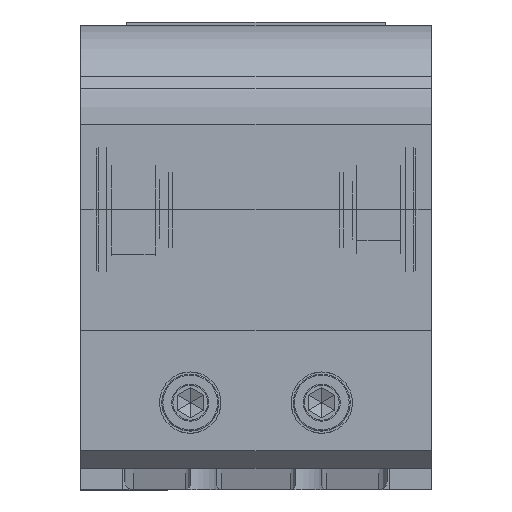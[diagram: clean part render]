
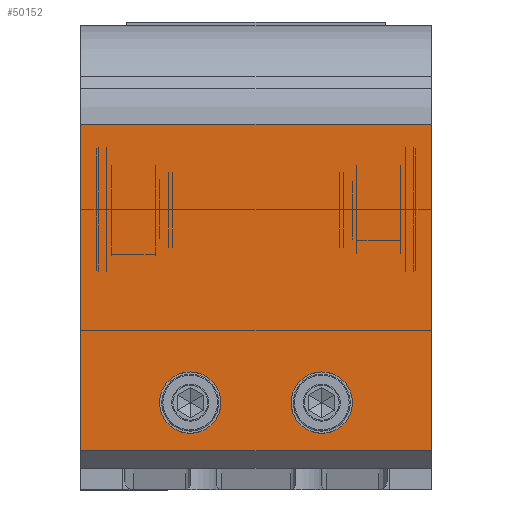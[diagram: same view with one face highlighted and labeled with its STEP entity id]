
A CAD part, top view. The second image highlights one B-rep face of the part: STEP entity #50152.
In plain terms, the highlighted planar face has unit normal (0, 0, 1).
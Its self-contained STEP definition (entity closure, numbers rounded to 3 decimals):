
#1122 = VERTEX_POINT ( 'NONE', #11509 ) ;
#2312 = ORIENTED_EDGE ( 'NONE', *, *, #36547, .F. ) ;
#10368 = EDGE_CURVE ( 'NONE', #223534, #260432, #189535, .T. ) ;
#11509 = CARTESIAN_POINT ( 'NONE',  ( 167.798, 174.238, 570.351 ) ) ;
#16610 = DIRECTION ( 'NONE',  ( 0., -1., 0. ) ) ;
#18490 = CARTESIAN_POINT ( 'NONE',  ( 185.798, 237.738, 570.351 ) ) ;
#20117 = PLANE ( 'NONE',  #113203 ) ;
#36547 = EDGE_CURVE ( 'NONE', #115645, #1122, #252376, .T. ) ;
#40106 = CIRCLE ( 'NONE', #174131, 7. ) ;
#40836 = CARTESIAN_POINT ( 'NONE',  ( 160.798, 174.238, 570.351 ) ) ;
#44005 = DIRECTION ( 'NONE',  ( 0., 0., 1. ) ) ;
#50152 = ADVANCED_FACE ( 'NONE', ( #244806, #182546, #142039 ), #20117, .F. ) ;
#53153 = EDGE_CURVE ( 'NONE', #90166, #127200, #103949, .T. ) ;
#54204 = VECTOR ( 'NONE', #122895, 1000. ) ;
#57919 = ORIENTED_EDGE ( 'NONE', *, *, #111557, .F. ) ;
#59943 = AXIS2_PLACEMENT_3D ( 'NONE', #171171, #149625, #230807 ) ;
#71401 = CARTESIAN_POINT ( 'NONE',  ( 185.798, 163.238, 570.351 ) ) ;
#73778 = EDGE_LOOP ( 'NONE', ( #198212, #2312 ) ) ;
#75887 = DIRECTION ( 'NONE',  ( 0., -1., 0. ) ) ;
#78920 = LINE ( 'NONE', #202111, #128379 ) ;
#79796 = DIRECTION ( 'NONE',  ( 0., 0., -1. ) ) ;
#81145 = DIRECTION ( 'NONE',  ( -1., 0., 0. ) ) ;
#84288 = CARTESIAN_POINT ( 'NONE',  ( 153.798, 174.238, 570.351 ) ) ;
#90166 = VERTEX_POINT ( 'NONE', #168528 ) ;
#96652 = CARTESIAN_POINT ( 'NONE',  ( 137.798, 174.238, 570.351 ) ) ;
#103837 = EDGE_CURVE ( 'NONE', #127200, #251723, #116657, .T. ) ;
#103949 = LINE ( 'NONE', #18490, #54204 ) ;
#104850 = AXIS2_PLACEMENT_3D ( 'NONE', #233443, #44005, #126771 ) ;
#105624 = CARTESIAN_POINT ( 'NONE',  ( 160.798, 174.238, 570.351 ) ) ;
#108598 = ORIENTED_EDGE ( 'NONE', *, *, #103837, .T. ) ;
#111557 = EDGE_CURVE ( 'NONE', #260432, #223534, #221427, .T. ) ;
#113203 = AXIS2_PLACEMENT_3D ( 'NONE', #227182, #79796, #81145 ) ;
#114981 = ORIENTED_EDGE ( 'NONE', *, *, #237726, .T. ) ;
#115645 = VERTEX_POINT ( 'NONE', #84288 ) ;
#116657 = LINE ( 'NONE', #140796, #173210 ) ;
#122771 = CARTESIAN_POINT ( 'NONE',  ( 123.798, 174.238, 570.351 ) ) ;
#122895 = DIRECTION ( 'NONE',  ( -1., 0., 0. ) ) ;
#126771 = DIRECTION ( 'NONE',  ( 1., 0., 0. ) ) ;
#127200 = VERTEX_POINT ( 'NONE', #127835 ) ;
#127234 = DIRECTION ( 'NONE',  ( 0., 0., 1. ) ) ;
#127835 = CARTESIAN_POINT ( 'NONE',  ( 105.798, 237.738, 570.351 ) ) ;
#128379 = VECTOR ( 'NONE', #16610, 1000. ) ;
#135836 = AXIS2_PLACEMENT_3D ( 'NONE', #105624, #127234, #186649 ) ;
#140796 = CARTESIAN_POINT ( 'NONE',  ( 105.798, 159.238, 570.351 ) ) ;
#142039 = FACE_OUTER_BOUND ( 'NONE', #174885, .T. ) ;
#149625 = DIRECTION ( 'NONE',  ( 0., 0., 1. ) ) ;
#153070 = EDGE_CURVE ( 'NONE', #90166, #206284, #78920, .T. ) ;
#155997 = ORIENTED_EDGE ( 'NONE', *, *, #10368, .F. ) ;
#156365 = CARTESIAN_POINT ( 'NONE',  ( 105.798, 163.238, 570.351 ) ) ;
#167525 = LINE ( 'NONE', #232520, #215429 ) ;
#168528 = CARTESIAN_POINT ( 'NONE',  ( 185.798, 237.738, 570.351 ) ) ;
#171171 = CARTESIAN_POINT ( 'NONE',  ( 130.798, 174.238, 570.351 ) ) ;
#173210 = VECTOR ( 'NONE', #75887, 1000. ) ;
#174131 = AXIS2_PLACEMENT_3D ( 'NONE', #40836, #185656, #202074 ) ;
#174885 = EDGE_LOOP ( 'NONE', ( #108598, #114981, #232569, #232898 ) ) ;
#182546 = FACE_BOUND ( 'NONE', #73778, .T. ) ;
#185656 = DIRECTION ( 'NONE',  ( 0., 0., 1. ) ) ;
#186649 = DIRECTION ( 'NONE',  ( 1., 0., 0. ) ) ;
#189535 = CIRCLE ( 'NONE', #59943, 7. ) ;
#190525 = EDGE_CURVE ( 'NONE', #1122, #115645, #40106, .T. ) ;
#190622 = DIRECTION ( 'NONE',  ( 1., 0., 0. ) ) ;
#198212 = ORIENTED_EDGE ( 'NONE', *, *, #190525, .F. ) ;
#202074 = DIRECTION ( 'NONE',  ( 1., 0., 0. ) ) ;
#202111 = CARTESIAN_POINT ( 'NONE',  ( 185.798, 159.238, 570.351 ) ) ;
#206284 = VERTEX_POINT ( 'NONE', #71401 ) ;
#215429 = VECTOR ( 'NONE', #190622, 1000. ) ;
#221427 = CIRCLE ( 'NONE', #104850, 7. ) ;
#222831 = EDGE_LOOP ( 'NONE', ( #57919, #155997 ) ) ;
#223534 = VERTEX_POINT ( 'NONE', #122771 ) ;
#227182 = CARTESIAN_POINT ( 'NONE',  ( 185.798, 159.238, 570.351 ) ) ;
#230807 = DIRECTION ( 'NONE',  ( 1., 0., 0. ) ) ;
#232520 = CARTESIAN_POINT ( 'NONE',  ( 185.798, 163.238, 570.351 ) ) ;
#232569 = ORIENTED_EDGE ( 'NONE', *, *, #153070, .F. ) ;
#232898 = ORIENTED_EDGE ( 'NONE', *, *, #53153, .T. ) ;
#233443 = CARTESIAN_POINT ( 'NONE',  ( 130.798, 174.238, 570.351 ) ) ;
#237726 = EDGE_CURVE ( 'NONE', #251723, #206284, #167525, .T. ) ;
#244806 = FACE_BOUND ( 'NONE', #222831, .T. ) ;
#251723 = VERTEX_POINT ( 'NONE', #156365 ) ;
#252376 = CIRCLE ( 'NONE', #135836, 7. ) ;
#260432 = VERTEX_POINT ( 'NONE', #96652 ) ;
